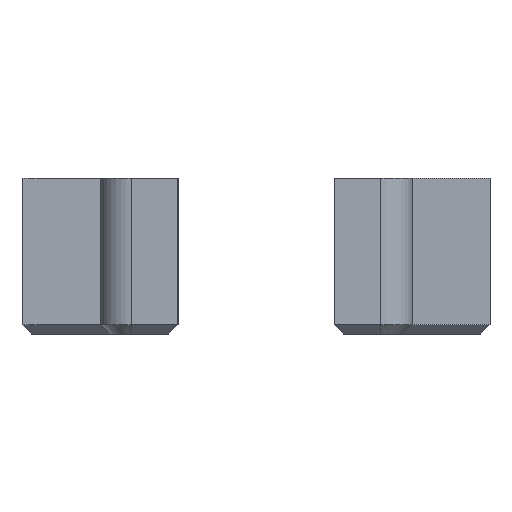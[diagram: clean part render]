
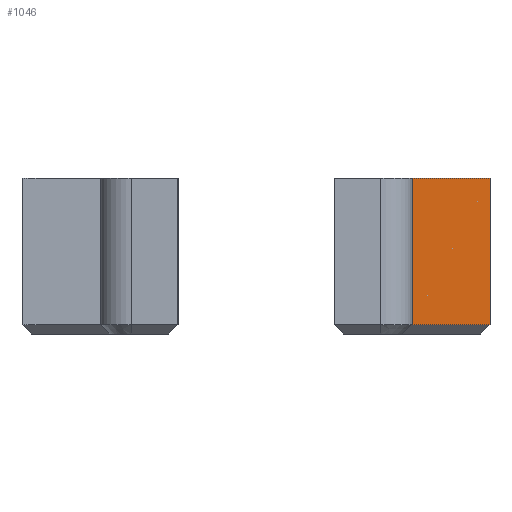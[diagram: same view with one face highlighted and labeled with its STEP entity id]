
A CAD part, front view. The second image highlights one B-rep face of the part: STEP entity #1046.
In plain terms, the highlighted planar face has unit normal (0, -1, 0).
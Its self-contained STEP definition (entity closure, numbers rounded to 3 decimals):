
#130=FACE_OUTER_BOUND('',#202,.T.);
#202=EDGE_LOOP('',(#813,#814,#815,#816));
#251=LINE('',#1522,#355);
#277=LINE('',#1580,#381);
#290=LINE('',#1624,#394);
#299=LINE('',#1659,#403);
#355=VECTOR('',#1206,10.);
#381=VECTOR('',#1260,10.);
#394=VECTOR('',#1307,10.);
#403=VECTOR('',#1352,10.);
#459=VERTEX_POINT('',#1519);
#460=VERTEX_POINT('',#1521);
#478=VERTEX_POINT('',#1578);
#492=VERTEX_POINT('',#1623);
#547=EDGE_CURVE('',#459,#460,#251,.T.);
#577=EDGE_CURVE('',#459,#478,#277,.T.);
#598=EDGE_CURVE('',#460,#492,#290,.T.);
#615=EDGE_CURVE('',#492,#478,#299,.T.);
#813=ORIENTED_EDGE('',*,*,#547,.F.);
#814=ORIENTED_EDGE('',*,*,#577,.T.);
#815=ORIENTED_EDGE('',*,*,#615,.F.);
#816=ORIENTED_EDGE('',*,*,#598,.F.);
#994=PLANE('',#1145);
#1046=ADVANCED_FACE('',(#130),#994,.T.);
#1145=AXIS2_PLACEMENT_3D('',#1658,#1350,#1351);
#1206=DIRECTION('',(-1.,0.,0.));
#1260=DIRECTION('',(0.,0.,1.));
#1307=DIRECTION('',(0.,0.,1.));
#1350=DIRECTION('center_axis',(0.,-1.,0.));
#1351=DIRECTION('ref_axis',(1.,0.,0.));
#1352=DIRECTION('',(1.,0.,0.));
#1519=CARTESIAN_POINT('',(15.,-173.,0.6));
#1521=CARTESIAN_POINT('',(10.,-173.,0.6));
#1522=CARTESIAN_POINT('',(10.,-173.,0.6));
#1578=CARTESIAN_POINT('',(15.,-173.,10.));
#1580=CARTESIAN_POINT('',(15.,-173.,0.));
#1623=CARTESIAN_POINT('',(10.,-173.,10.));
#1624=CARTESIAN_POINT('',(10.,-173.,0.));
#1658=CARTESIAN_POINT('Origin',(10.,-173.,0.));
#1659=CARTESIAN_POINT('',(10.,-173.,10.));
